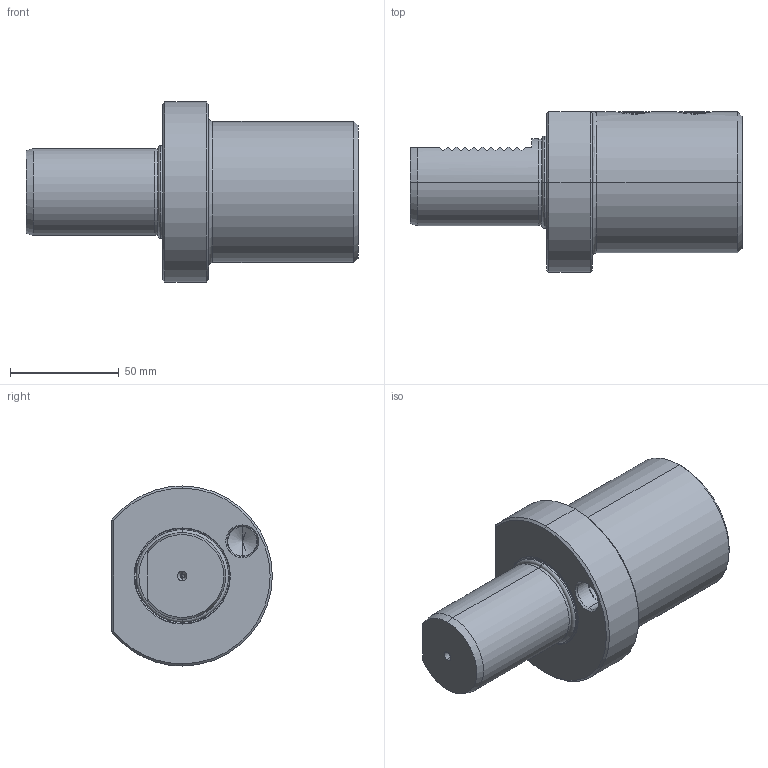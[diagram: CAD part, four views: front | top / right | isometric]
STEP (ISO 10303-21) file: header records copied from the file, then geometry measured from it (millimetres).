
FILE_DESCRIPTION (( 'STEP AP203' ), '1' );
FILE_NAME ('409.51.40.STEP', '2016-11-26T06:30:59', ( '' ), ( '' ), 'SwSTEP 2.0', 'SolidWorks 2012', '' );
FILE_SCHEMA (( 'CONFIG_CONTROL_DESIGN' ));
Length unit declared in the file: millimetre
Products named in the file (6): 409.51.40; 管螺文螺絲; VDI40       E1_40; M16xP1x14; M16xP1x12; O型環38.7
Assembly tree (5 placements, depth 2):
  409.51.40
    VDI40       E1_40
    M16xP1x12
    M16xP1x14
    O型環38.7
    管螺文螺絲
Bounding box: 153 x 74 x 83 mm (x, y, z)
Volume: 302862.8 mm3; surface area: 54637.4 mm2
Topology: 5 solids, 5 shells, 349 faces, 951 edges, 611 vertices
Faces by surface type: cylinder 149, cone 76, plane 73, bspline 36, torus 15
Entity records: 44204 total; most frequent: CARTESIAN_POINT 36048, ORIENTED_EDGE 1886, DIRECTION 1224, EDGE_CURVE 943, VERTEX_POINT 611, AXIS2_PLACEMENT_3D 449, EDGE_LOOP 366, FACE_OUTER_BOUND 349
